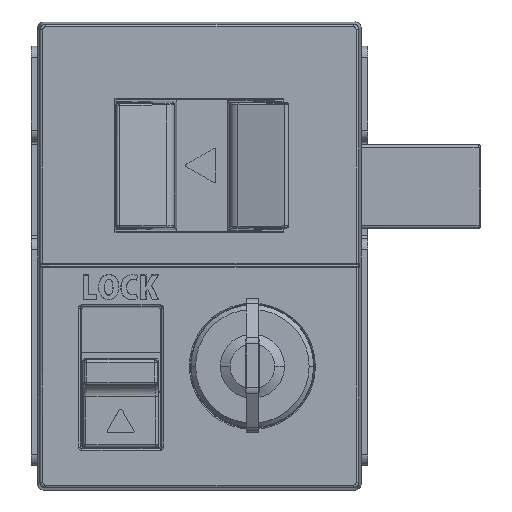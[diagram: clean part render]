
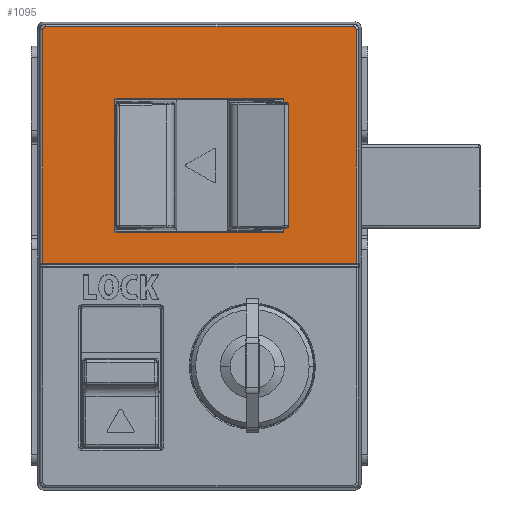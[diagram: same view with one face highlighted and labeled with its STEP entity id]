
A CAD part, top view. The second image highlights one B-rep face of the part: STEP entity #1095.
In plain terms, the highlighted planar face has unit normal (0, 0, 1).
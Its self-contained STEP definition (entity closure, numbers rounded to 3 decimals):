
#1095=ADVANCED_FACE('',(#9366,#9367),#9365,.T.);
#9365=PLANE('',#27935);
#9366=FACE_OUTER_BOUND('',#27936,.T.);
#9367=FACE_BOUND('',#27937,.T.);
#27932=CARTESIAN_POINT('',(-33.756,-9.011,14.202));
#27933=DIRECTION('',(0.,0.,1.));
#27934=DIRECTION('',(1.,0.,0.));
#27935=AXIS2_PLACEMENT_3D('',#27932,#27933,#27934);
#27936=EDGE_LOOP('',(#36812,#36813,#36814,#36815,#36816,#36817));
#27937=EDGE_LOOP('',(#36818,#36819,#36820,#36821));
#36812=ORIENTED_EDGE('',*,*,#42153,.F.);
#36813=ORIENTED_EDGE('',*,*,#42154,.T.);
#36814=ORIENTED_EDGE('',*,*,#42155,.T.);
#36815=ORIENTED_EDGE('',*,*,#42156,.T.);
#36816=ORIENTED_EDGE('',*,*,#42149,.F.);
#36817=ORIENTED_EDGE('',*,*,#42151,.F.);
#36818=ORIENTED_EDGE('',*,*,#42157,.T.);
#36819=ORIENTED_EDGE('',*,*,#42158,.T.);
#36820=ORIENTED_EDGE('',*,*,#42159,.T.);
#36821=ORIENTED_EDGE('',*,*,#42160,.T.);
#42149=EDGE_CURVE('',#57921,#57973,#57974,.T.);
#42151=EDGE_CURVE('',#57947,#57921,#57986,.T.);
#42153=EDGE_CURVE('',#57992,#57947,#57999,.T.);
#42154=EDGE_CURVE('',#57992,#58005,#58006,.T.);
#42155=EDGE_CURVE('',#58005,#58012,#58013,.T.);
#42156=EDGE_CURVE('',#58012,#57973,#58019,.T.);
#42157=EDGE_CURVE('',#58025,#58026,#58027,.T.);
#42158=EDGE_CURVE('',#58026,#58033,#58034,.T.);
#42159=EDGE_CURVE('',#58033,#58040,#58041,.T.);
#42160=EDGE_CURVE('',#58040,#58025,#58047,.T.);
#57921=VERTEX_POINT('',#77682);
#57947=VERTEX_POINT('',#77702);
#57973=VERTEX_POINT('',#77720);
#57974=LINE('',#77721,#77722);
#57986=LINE('',#77728,#77729);
#57992=VERTEX_POINT('',#77731);
#57999=LINE('',#77736,#77737);
#58005=VERTEX_POINT('',#77739);
#58006=(BOUNDED_CURVE() B_SPLINE_CURVE(3,(#77740,#77741,#77742,#77743,#77744),.UNSPECIFIED.,.F.,.F.) B_SPLINE_CURVE_WITH_KNOTS((4,1,4),(-0.823,-0.412,0.),.UNSPECIFIED.) CURVE() GEOMETRIC_REPRESENTATION_ITEM() RATIONAL_B_SPLINE_CURVE((1.,1.,1.,1.,1.)) REPRESENTATION_ITEM('') );
#58012=VERTEX_POINT('',#77745);
#58013=LINE('',#77746,#77747);
#58019=(BOUNDED_CURVE() B_SPLINE_CURVE(3,(#77749,#77750,#77751,#77752,#77753),.UNSPECIFIED.,.F.,.F.) B_SPLINE_CURVE_WITH_KNOTS((4,1,4),(-0.823,-0.412,0.),.UNSPECIFIED.) CURVE() GEOMETRIC_REPRESENTATION_ITEM() RATIONAL_B_SPLINE_CURVE((1.,1.,1.,1.,1.)) REPRESENTATION_ITEM('') );
#58025=VERTEX_POINT('',#77754);
#58026=VERTEX_POINT('',#77755);
#58027=LINE('',#77756,#77757);
#58033=VERTEX_POINT('',#77759);
#58034=LINE('',#77760,#77761);
#58040=VERTEX_POINT('',#77763);
#58041=LINE('',#77764,#77765);
#58047=LINE('',#77767,#77768);
#77682=CARTESIAN_POINT('',(-28.129,-4.766,14.202));
#77702=CARTESIAN_POINT('',(28.129,-4.766,14.202));
#77720=CARTESIAN_POINT('',(-28.129,37.182,14.202));
#77721=CARTESIAN_POINT('',(-28.129,-4.766,14.202));
#77722=VECTOR('',#77723,41.948);
#77723=DIRECTION('',(0.,1.,0.));
#77728=CARTESIAN_POINT('',(28.129,-4.766,14.202));
#77729=VECTOR('',#77730,56.259);
#77730=DIRECTION('',(-1.,0.,0.));
#77731=CARTESIAN_POINT('',(28.129,37.182,14.202));
#77736=CARTESIAN_POINT('',(28.129,37.182,14.202));
#77737=VECTOR('',#77738,41.948);
#77738=DIRECTION('',(0.,-1.,0.));
#77739=CARTESIAN_POINT('',(27.632,37.679,14.202));
#77740=CARTESIAN_POINT('',(28.129,37.182,14.202));
#77741=CARTESIAN_POINT('',(28.13,37.312,14.202));
#77742=CARTESIAN_POINT('',(28.022,37.571,14.202));
#77743=CARTESIAN_POINT('',(27.762,37.68,14.202));
#77744=CARTESIAN_POINT('',(27.632,37.679,14.202));
#77745=CARTESIAN_POINT('',(-27.632,37.679,14.202));
#77746=CARTESIAN_POINT('',(27.632,37.679,14.202));
#77747=VECTOR('',#77748,55.264);
#77748=DIRECTION('',(-1.,0.,0.));
#77749=CARTESIAN_POINT('',(-27.632,37.679,14.202));
#77750=CARTESIAN_POINT('',(-27.762,37.68,14.202));
#77751=CARTESIAN_POINT('',(-28.022,37.571,14.202));
#77752=CARTESIAN_POINT('',(-28.13,37.312,14.202));
#77753=CARTESIAN_POINT('',(-28.129,37.182,14.202));
#77754=CARTESIAN_POINT('',(15.158,24.857,14.202));
#77755=CARTESIAN_POINT('',(15.158,0.742,14.202));
#77756=CARTESIAN_POINT('',(15.158,24.857,14.202));
#77757=VECTOR('',#77758,24.115);
#77758=DIRECTION('',(0.,-1.,0.));
#77759=CARTESIAN_POINT('',(-15.158,0.742,14.202));
#77760=CARTESIAN_POINT('',(15.158,0.742,14.202));
#77761=VECTOR('',#77762,30.315);
#77762=DIRECTION('',(-1.,0.,0.));
#77763=CARTESIAN_POINT('',(-15.158,24.857,14.202));
#77764=CARTESIAN_POINT('',(-15.158,0.742,14.202));
#77765=VECTOR('',#77766,24.115);
#77766=DIRECTION('',(0.,1.,0.));
#77767=CARTESIAN_POINT('',(-15.158,24.857,14.202));
#77768=VECTOR('',#77769,30.315);
#77769=DIRECTION('',(1.,0.,0.));
